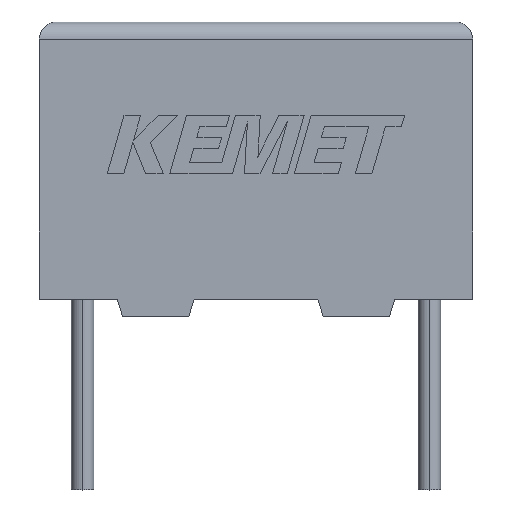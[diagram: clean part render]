
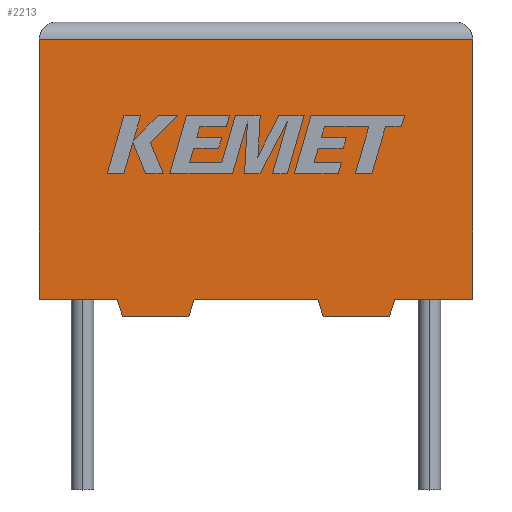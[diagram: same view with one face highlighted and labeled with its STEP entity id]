
A CAD part, top view. The second image highlights one B-rep face of the part: STEP entity #2213.
In plain terms, the highlighted planar face has unit normal (0, 0, 1).
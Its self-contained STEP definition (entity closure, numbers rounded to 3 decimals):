
#15 = ORIENTED_EDGE ( 'NONE', *, *, #2856, .F. ) ;
#40 = ORIENTED_EDGE ( 'NONE', *, *, #317, .T. ) ;
#123 = LINE ( 'NONE', #1615, #3025 ) ;
#125 = FACE_OUTER_BOUND ( 'NONE', #945, .T. ) ;
#129 = DIRECTION ( 'NONE',  ( 0.287, -0.958, 0. ) ) ;
#155 = VECTOR ( 'NONE', #2135, 1000. ) ;
#226 = LINE ( 'NONE', #3226, #2717 ) ;
#271 = CARTESIAN_POINT ( 'NONE',  ( 10.1, -0.5, 3.5 ) ) ;
#308 = LINE ( 'NONE', #2063, #973 ) ;
#314 = VERTEX_POINT ( 'NONE', #2892 ) ;
#317 = EDGE_CURVE ( 'NONE', #2391, #619, #632, .T. ) ;
#318 = ORIENTED_EDGE ( 'NONE', *, *, #2497, .T. ) ;
#329 = CARTESIAN_POINT ( 'NONE',  ( 8.037, 0., 3.5 ) ) ;
#366 = DIRECTION ( 'NONE',  ( 1., 0., 0. ) ) ;
#377 = LINE ( 'NONE', #2191, #155 ) ;
#388 = CARTESIAN_POINT ( 'NONE',  ( 0., 0., 3.5 ) ) ;
#475 = CARTESIAN_POINT ( 'NONE',  ( 4.313, -0.5, 3.5 ) ) ;
#482 = EDGE_CURVE ( 'NONE', #3251, #314, #1202, .T. ) ;
#497 = DIRECTION ( 'NONE',  ( 1., 0., 0. ) ) ;
#537 = CARTESIAN_POINT ( 'NONE',  ( 0., 0., 3.5 ) ) ;
#587 = DIRECTION ( 'NONE',  ( -1., 0., 0. ) ) ;
#619 = VERTEX_POINT ( 'NONE', #1020 ) ;
#632 = LINE ( 'NONE', #388, #1021 ) ;
#680 = EDGE_CURVE ( 'NONE', #619, #3121, #1365, .T. ) ;
#726 = CARTESIAN_POINT ( 'NONE',  ( 10.25, 0., 3.5 ) ) ;
#737 = CARTESIAN_POINT ( 'NONE',  ( 12.5, 7.5, 3.5 ) ) ;
#892 = CARTESIAN_POINT ( 'NONE',  ( 0., 0., 3.5 ) ) ;
#907 = DIRECTION ( 'NONE',  ( -0.287, -0.958, 0. ) ) ;
#945 = EDGE_LOOP ( 'NONE', ( #3111, #1310, #1161, #40, #2639, #2700, #2435, #318, #2254, #15, #1097, #2881 ) ) ;
#952 = CARTESIAN_POINT ( 'NONE',  ( 2.4, -0.5, 3.5 ) ) ;
#973 = VECTOR ( 'NONE', #1011, 1000. ) ;
#1011 = DIRECTION ( 'NONE',  ( 0., -1., 0. ) ) ;
#1020 = CARTESIAN_POINT ( 'NONE',  ( 2.25, 0., 3.5 ) ) ;
#1021 = VECTOR ( 'NONE', #1150, 1000. ) ;
#1027 = EDGE_CURVE ( 'NONE', #2309, #2747, #3096, .T. ) ;
#1097 = ORIENTED_EDGE ( 'NONE', *, *, #2224, .F. ) ;
#1103 = CARTESIAN_POINT ( 'NONE',  ( 0., 7.5, 3.5 ) ) ;
#1105 = VERTEX_POINT ( 'NONE', #2941 ) ;
#1124 = CARTESIAN_POINT ( 'NONE',  ( 2.25, 0., 3.5 ) ) ;
#1150 = DIRECTION ( 'NONE',  ( 1., 0., 0. ) ) ;
#1161 = ORIENTED_EDGE ( 'NONE', *, *, #2359, .T. ) ;
#1202 = LINE ( 'NONE', #475, #1453 ) ;
#1270 = DIRECTION ( 'NONE',  ( -0.287, 0.958, 0. ) ) ;
#1300 = LINE ( 'NONE', #537, #2873 ) ;
#1310 = ORIENTED_EDGE ( 'NONE', *, *, #1027, .T. ) ;
#1317 = LINE ( 'NONE', #1568, #3184 ) ;
#1365 = LINE ( 'NONE', #1124, #2807 ) ;
#1391 = AXIS2_PLACEMENT_3D ( 'NONE', #892, #2165, #587 ) ;
#1453 = VECTOR ( 'NONE', #2211, 1000. ) ;
#1458 = VECTOR ( 'NONE', #1496, 1000. ) ;
#1470 = EDGE_CURVE ( 'NONE', #2774, #1628, #123, .T. ) ;
#1496 = DIRECTION ( 'NONE',  ( -1., 0., 0. ) ) ;
#1568 = CARTESIAN_POINT ( 'NONE',  ( 8.188, -0.5, 3.5 ) ) ;
#1615 = CARTESIAN_POINT ( 'NONE',  ( 0., 0., 3.5 ) ) ;
#1628 = VERTEX_POINT ( 'NONE', #1816 ) ;
#1635 = PLANE ( 'NONE',  #1391 ) ;
#1746 = EDGE_CURVE ( 'NONE', #1628, #2309, #377, .T. ) ;
#1755 = CARTESIAN_POINT ( 'NONE',  ( 0., 0., 3.5 ) ) ;
#1816 = CARTESIAN_POINT ( 'NONE',  ( 12.5, 0., 3.5 ) ) ;
#1831 = EDGE_CURVE ( 'NONE', #1105, #2117, #1317, .T. ) ;
#1858 = DIRECTION ( 'NONE',  ( -1., 0., 0. ) ) ;
#1884 = CARTESIAN_POINT ( 'NONE',  ( 10.25, 0., 3.5 ) ) ;
#1929 = CARTESIAN_POINT ( 'NONE',  ( 10.1, -0.5, 3.5 ) ) ;
#2063 = CARTESIAN_POINT ( 'NONE',  ( 0., 0., 3.5 ) ) ;
#2117 = VERTEX_POINT ( 'NONE', #329 ) ;
#2135 = DIRECTION ( 'NONE',  ( 0., 1., 0. ) ) ;
#2165 = DIRECTION ( 'NONE',  ( 0., 0., -1. ) ) ;
#2191 = CARTESIAN_POINT ( 'NONE',  ( 12.5, 0., 3.5 ) ) ;
#2211 = DIRECTION ( 'NONE',  ( 0.287, 0.958, 0. ) ) ;
#2213 = ADVANCED_FACE ( 'NONE', ( #125 ), #1635, .F. ) ;
#2224 = EDGE_CURVE ( 'NONE', #2774, #3231, #3165, .T. ) ;
#2247 = VECTOR ( 'NONE', #1858, 1000. ) ;
#2254 = ORIENTED_EDGE ( 'NONE', *, *, #1831, .F. ) ;
#2279 = EDGE_CURVE ( 'NONE', #3121, #3251, #226, .T. ) ;
#2309 = VERTEX_POINT ( 'NONE', #737 ) ;
#2359 = EDGE_CURVE ( 'NONE', #2747, #2391, #308, .T. ) ;
#2391 = VERTEX_POINT ( 'NONE', #1755 ) ;
#2435 = ORIENTED_EDGE ( 'NONE', *, *, #482, .T. ) ;
#2497 = EDGE_CURVE ( 'NONE', #314, #2117, #1300, .T. ) ;
#2639 = ORIENTED_EDGE ( 'NONE', *, *, #680, .T. ) ;
#2675 = CARTESIAN_POINT ( 'NONE',  ( 4.313, -0.5, 3.5 ) ) ;
#2700 = ORIENTED_EDGE ( 'NONE', *, *, #2279, .T. ) ;
#2717 = VECTOR ( 'NONE', #2726, 1000. ) ;
#2726 = DIRECTION ( 'NONE',  ( 1., 0., 0. ) ) ;
#2747 = VERTEX_POINT ( 'NONE', #2921 ) ;
#2774 = VERTEX_POINT ( 'NONE', #726 ) ;
#2794 = LINE ( 'NONE', #271, #1458 ) ;
#2807 = VECTOR ( 'NONE', #129, 1000. ) ;
#2856 = EDGE_CURVE ( 'NONE', #3231, #1105, #2794, .T. ) ;
#2873 = VECTOR ( 'NONE', #497, 1000. ) ;
#2881 = ORIENTED_EDGE ( 'NONE', *, *, #1470, .T. ) ;
#2892 = CARTESIAN_POINT ( 'NONE',  ( 4.463, 0., 3.5 ) ) ;
#2921 = CARTESIAN_POINT ( 'NONE',  ( 0., 7.5, 3.5 ) ) ;
#2941 = CARTESIAN_POINT ( 'NONE',  ( 8.188, -0.5, 3.5 ) ) ;
#3025 = VECTOR ( 'NONE', #366, 1000. ) ;
#3096 = LINE ( 'NONE', #1103, #2247 ) ;
#3111 = ORIENTED_EDGE ( 'NONE', *, *, #1746, .T. ) ;
#3121 = VERTEX_POINT ( 'NONE', #952 ) ;
#3131 = VECTOR ( 'NONE', #907, 1000. ) ;
#3165 = LINE ( 'NONE', #1884, #3131 ) ;
#3184 = VECTOR ( 'NONE', #1270, 1000. ) ;
#3226 = CARTESIAN_POINT ( 'NONE',  ( 2.4, -0.5, 3.5 ) ) ;
#3231 = VERTEX_POINT ( 'NONE', #1929 ) ;
#3251 = VERTEX_POINT ( 'NONE', #2675 ) ;
